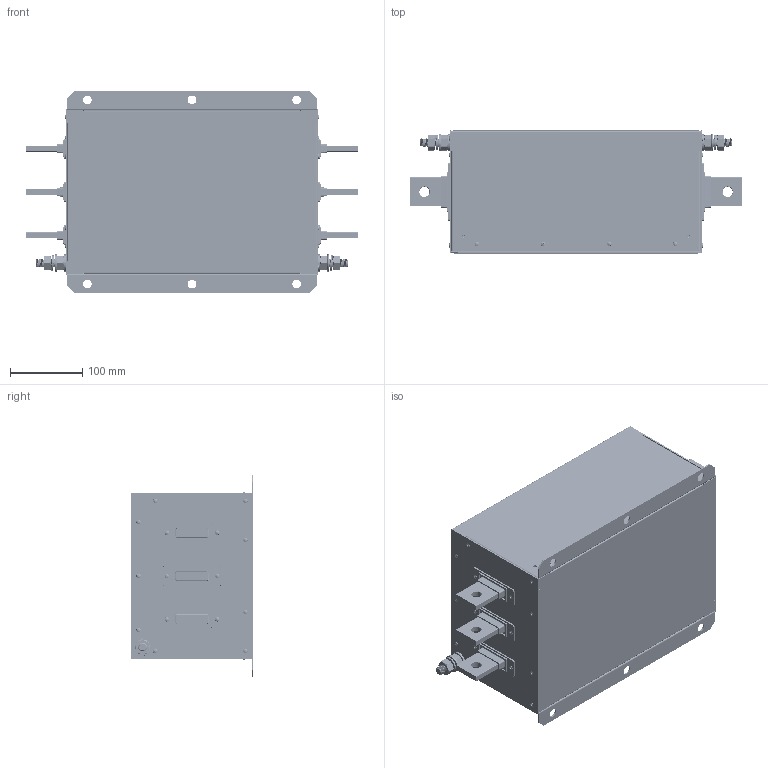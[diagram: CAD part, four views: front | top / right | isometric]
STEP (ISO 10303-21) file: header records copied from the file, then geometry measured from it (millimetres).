
FILE_DESCRIPTION (( 'STEP AP214' ), '1' );
FILE_NAME ('FLLD31K0APVI1_EXT.STEP', '2021-04-29T13:08:24', ( '' ), ( '' ), 'SwSTEP 2.0', 'SolidWorks 2021', '' );
FILE_SCHEMA (( 'AUTOMOTIVE_DESIGN' ));
Length unit declared in the file: millimetre
Products named in the file (13): Busbar 8x40^FLLD31K0APVI1_EXT; Tank bush M4; 091-00225 Busbar insulation 8x40 RevD; 094-00237 Side 800-1000A RevC; FLLD31K0APVI1_EXT; Rivet ﾘ3.2x4; HEX NUT M12x1.75_90592A028; 094-00236 Case 800-1000A utan tank bush RevC; HEX BOLT M12x45_91280A722; LOCK WASHER M12_91169A214; WASHER M12 Ø24_93475A290; Rivet ﾘ3.2x3; 094-00238 Lid 800-1000A RevC
Assembly tree (72 placements, depth 2):
  FLLD31K0APVI1_EXT
    094-00236 Case 800-1000A utan tank bush RevC
    Tank bush M4  x6
    094-00237 Side 800-1000A RevC  x2
    091-00225 Busbar insulation 8x40 RevD  x6
    Rivet ﾘ3.2x4  x26
    Busbar 8x40^FLLD31K0APVI1_EXT  x6
    WASHER M12 Ø24_93475A290  x4
    HEX NUT M12x1.75_90592A028  x4
    LOCK WASHER M12_91169A214  x2
    HEX BOLT M12x45_91280A722  x2
    094-00238 Lid 800-1000A RevC
    Rivet ﾘ3.2x3  x12
Bounding box: 460 x 170 x 280 mm (x, y, z)
Volume: 898907.7 mm3; surface area: 944937.2 mm2
Topology: 84 solids, 84 shells, 3058 faces, 7466 edges, 4578 vertices
Faces by surface type: cylinder 962, plane 734, bspline 520, torus 448, cone 394
Entity records: 37899 total; most frequent: CARTESIAN_POINT 18536, ORIENTED_EDGE 4060, DIRECTION 3650, EDGE_CURVE 2030, AXIS2_PLACEMENT_3D 1329, VERTEX_POINT 1283, VECTOR 992, LINE 992
